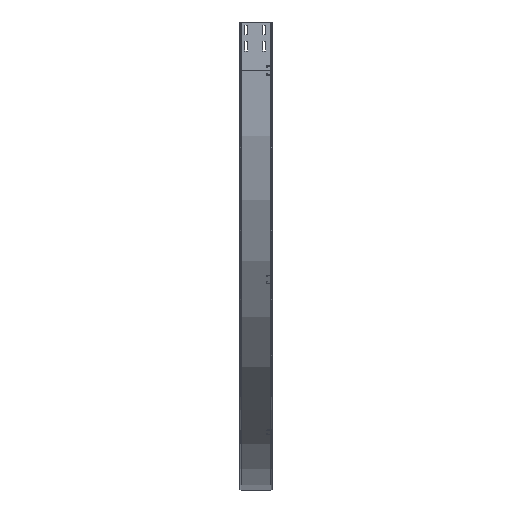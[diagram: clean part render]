
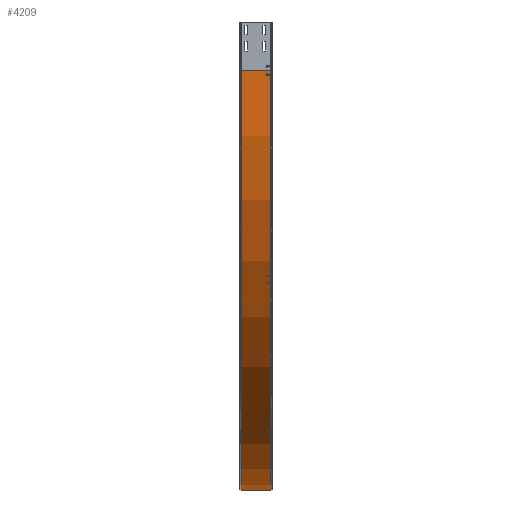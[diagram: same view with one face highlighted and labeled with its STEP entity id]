
A CAD part, left-side view. The second image highlights one B-rep face of the part: STEP entity #4209.
In plain terms, the highlighted cylindrical face has radius 1300 mm (diameter 2600 mm), a partial arc.
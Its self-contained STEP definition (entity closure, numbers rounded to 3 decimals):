
#172=CIRCLE('',#4591,1300.);
#174=CIRCLE('',#4594,1300.);
#227=CYLINDRICAL_SURFACE('',#4593,1300.);
#391=FACE_OUTER_BOUND('',#657,.T.);
#657=EDGE_LOOP('',(#3409,#3410,#3411,#3412));
#1031=LINE('',#6513,#1523);
#1085=LINE('',#6680,#1577);
#1523=VECTOR('',#5299,10.);
#1577=VECTOR('',#5477,10.);
#1941=VERTEX_POINT('',#6511);
#1942=VERTEX_POINT('',#6512);
#1992=VERTEX_POINT('',#6674);
#1993=VERTEX_POINT('',#6678);
#2407=EDGE_CURVE('',#1941,#1942,#1031,.T.);
#2488=EDGE_CURVE('',#1992,#1941,#172,.T.);
#2490=EDGE_CURVE('',#1993,#1942,#174,.T.);
#2491=EDGE_CURVE('',#1993,#1992,#1085,.T.);
#3409=ORIENTED_EDGE('',*,*,#2407,.T.);
#3410=ORIENTED_EDGE('',*,*,#2490,.F.);
#3411=ORIENTED_EDGE('',*,*,#2491,.T.);
#3412=ORIENTED_EDGE('',*,*,#2488,.T.);
#4209=ADVANCED_FACE('',(#391),#227,.T.);
#4591=AXIS2_PLACEMENT_3D('',#6675,#5469,#5470);
#4593=AXIS2_PLACEMENT_3D('',#6677,#5473,#5474);
#4594=AXIS2_PLACEMENT_3D('',#6679,#5475,#5476);
#5299=DIRECTION('',(0.,-1.,0.));
#5469=DIRECTION('center_axis',(0.,-1.,0.));
#5470=DIRECTION('ref_axis',(-1.,0.,0.));
#5473=DIRECTION('center_axis',(0.,-1.,0.));
#5474=DIRECTION('ref_axis',(-1.,0.,0.));
#5475=DIRECTION('center_axis',(0.,-1.,0.));
#5476=DIRECTION('ref_axis',(-1.,0.,0.));
#5477=DIRECTION('',(0.,1.,0.));
#6511=CARTESIAN_POINT('',(1269.,96.,-1300.));
#6512=CARTESIAN_POINT('',(1269.,4.,-1300.));
#6513=CARTESIAN_POINT('',(1269.,96.,-1300.));
#6674=CARTESIAN_POINT('',(-31.,96.,0.));
#6675=CARTESIAN_POINT('Origin',(1269.,96.,0.));
#6677=CARTESIAN_POINT('Origin',(1269.,45.192,0.));
#6678=CARTESIAN_POINT('',(-31.,4.,0.));
#6679=CARTESIAN_POINT('Origin',(1269.,4.,0.));
#6680=CARTESIAN_POINT('',(-31.,109.048,0.));
